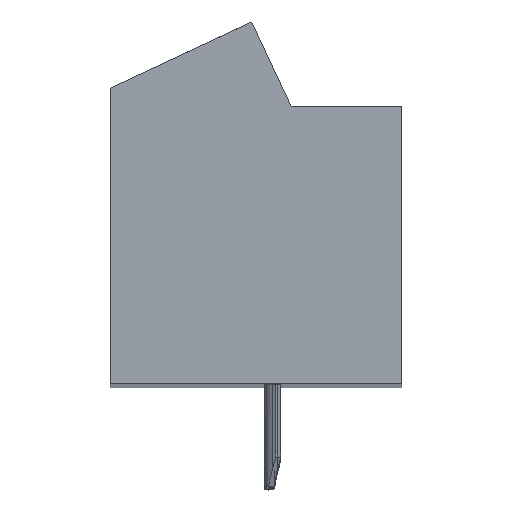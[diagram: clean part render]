
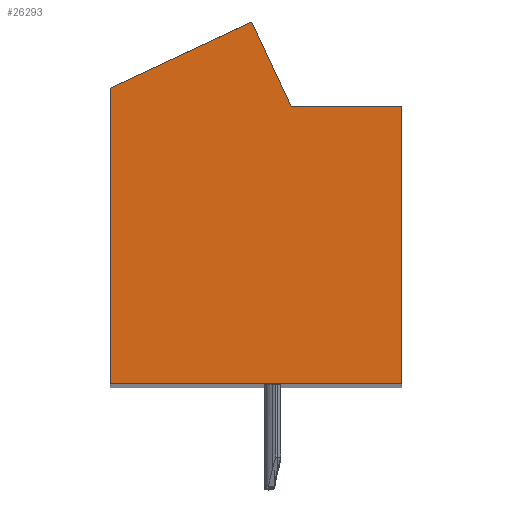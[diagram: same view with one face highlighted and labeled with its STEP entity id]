
A CAD part, top view. The second image highlights one B-rep face of the part: STEP entity #26293.
In plain terms, the highlighted planar face has unit normal (0, 0, 1).
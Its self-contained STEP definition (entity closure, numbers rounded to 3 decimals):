
#9257=DIRECTION('',(-1.,0.,0.));
#9258=VECTOR('',#9257,3.79);
#9259=CARTESIAN_POINT('',(5.002,3.3,75.25));
#9260=LINE('',#9259,#9258);
#9261=DIRECTION('',(0.,1.,0.));
#9262=VECTOR('',#9261,9.5);
#9263=CARTESIAN_POINT('',(5.002,-6.2,75.25));
#9264=LINE('',#9263,#9262);
#9265=DIRECTION('',(1.,0.,0.));
#9266=VECTOR('',#9265,10.);
#9267=CARTESIAN_POINT('',(-4.998,-6.2,75.25));
#9268=LINE('',#9267,#9266);
#9269=DIRECTION('',(0.,-1.,0.));
#9270=VECTOR('',#9269,10.135);
#9271=CARTESIAN_POINT('',(-4.998,3.935,75.25));
#9272=LINE('',#9271,#9270);
#9273=DIRECTION('',(-0.906,-0.423,0.));
#9274=VECTOR('',#9273,5.36);
#9275=CARTESIAN_POINT('',(-0.14,6.2,75.25));
#9276=LINE('',#9275,#9274);
#9277=DIRECTION('',(-0.423,0.906,0.));
#9278=VECTOR('',#9277,3.2);
#9279=CARTESIAN_POINT('',(1.212,3.3,75.25));
#9280=LINE('',#9279,#9278);
#11383=CARTESIAN_POINT('',(5.002,3.3,75.25));
#11384=CARTESIAN_POINT('',(1.212,3.3,75.25));
#11385=VERTEX_POINT('',#11383);
#11386=VERTEX_POINT('',#11384);
#11387=CARTESIAN_POINT('',(-0.14,6.2,75.25));
#11388=VERTEX_POINT('',#11387);
#11389=CARTESIAN_POINT('',(-4.998,3.935,75.25));
#11390=VERTEX_POINT('',#11389);
#11391=CARTESIAN_POINT('',(-4.998,-6.2,75.25));
#11392=VERTEX_POINT('',#11391);
#11393=CARTESIAN_POINT('',(5.002,-6.2,75.25));
#11394=VERTEX_POINT('',#11393);
#26280=CARTESIAN_POINT('',(0.,0.,75.25));
#26281=DIRECTION('',(0.,0.,1.));
#26282=DIRECTION('',(1.,0.,0.));
#26283=AXIS2_PLACEMENT_3D('',#26280,#26281,#26282);
#26284=PLANE('',#26283);
#26285=ORIENTED_EDGE('',*,*,#14544,.F.);
#26286=ORIENTED_EDGE('',*,*,#14559,.F.);
#26287=ORIENTED_EDGE('',*,*,#14573,.F.);
#26288=ORIENTED_EDGE('',*,*,#14986,.F.);
#26289=ORIENTED_EDGE('',*,*,#15822,.F.);
#26290=ORIENTED_EDGE('',*,*,#26274,.F.);
#26291=EDGE_LOOP('',(#26285,#26286,#26287,#26288,#26289,#26290));
#26292=FACE_OUTER_BOUND('',#26291,.F.);
#14544=EDGE_CURVE('',#11385,#11386,#9260,.T.);
#14559=EDGE_CURVE('',#11394,#11385,#9264,.T.);
#14573=EDGE_CURVE('',#11392,#11394,#9268,.T.);
#14986=EDGE_CURVE('',#11390,#11392,#9272,.T.);
#15822=EDGE_CURVE('',#11388,#11390,#9276,.T.);
#26274=EDGE_CURVE('',#11386,#11388,#9280,.T.);
#26293=ADVANCED_FACE('',(#26292),#26284,.T.);
